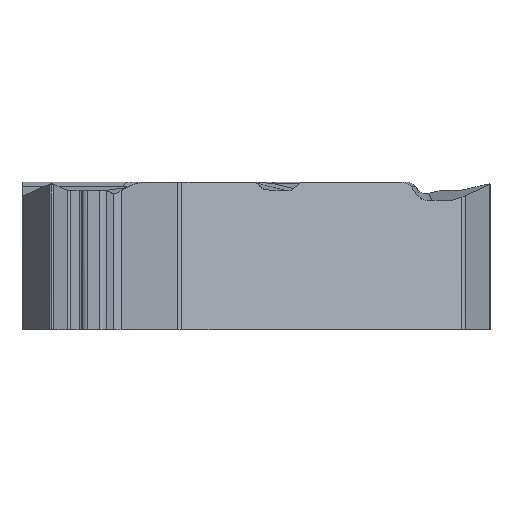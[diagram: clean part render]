
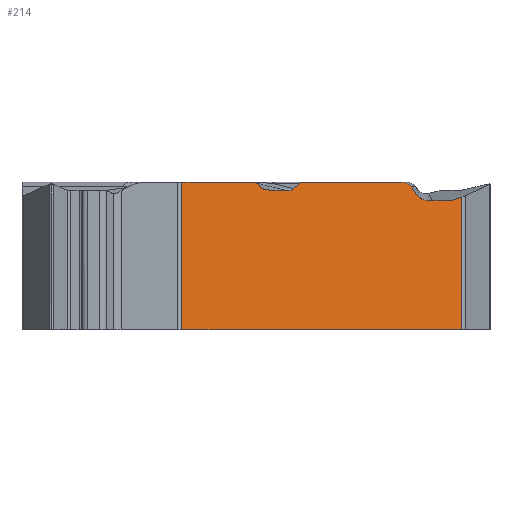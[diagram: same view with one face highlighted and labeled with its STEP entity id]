
A CAD part, front view. The second image highlights one B-rep face of the part: STEP entity #214.
In plain terms, the highlighted planar face has unit normal (0.5, -0.866, 0).
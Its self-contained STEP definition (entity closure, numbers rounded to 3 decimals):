
#214=ADVANCED_FACE('',(#392),#333,.F.);
#333=PLANE('',#2513);
#392=FACE_OUTER_BOUND('',#517,.T.);
#517=EDGE_LOOP('',(#810,#811,#812,#813,#814,#815,#816,#817,#818,#819,#820,
#821,#822,#823,#824,#825,#826,#827));
#651=ELLIPSE('',#2508,0.326,0.32);
#652=ELLIPSE('',#2509,0.386,0.32);
#653=ELLIPSE('',#2510,0.377,0.32);
#654=ELLIPSE('',#2511,0.167,0.15);
#655=ELLIPSE('',#2512,0.15,0.15);
#810=ORIENTED_EDGE('',*,*,#1737,.F.);
#811=ORIENTED_EDGE('',*,*,#1738,.T.);
#812=ORIENTED_EDGE('',*,*,#1739,.T.);
#813=ORIENTED_EDGE('',*,*,#1740,.T.);
#814=ORIENTED_EDGE('',*,*,#1741,.F.);
#815=ORIENTED_EDGE('',*,*,#1742,.T.);
#816=ORIENTED_EDGE('',*,*,#1743,.T.);
#817=ORIENTED_EDGE('',*,*,#1744,.F.);
#818=ORIENTED_EDGE('',*,*,#1745,.F.);
#819=ORIENTED_EDGE('',*,*,#1746,.F.);
#820=ORIENTED_EDGE('',*,*,#1747,.T.);
#821=ORIENTED_EDGE('',*,*,#1748,.T.);
#822=ORIENTED_EDGE('',*,*,#1749,.T.);
#823=ORIENTED_EDGE('',*,*,#1750,.T.);
#824=ORIENTED_EDGE('',*,*,#1751,.T.);
#825=ORIENTED_EDGE('',*,*,#1752,.F.);
#826=ORIENTED_EDGE('',*,*,#1753,.F.);
#827=ORIENTED_EDGE('',*,*,#1754,.T.);
#1486=VERTEX_POINT('',#4143);
#1487=VERTEX_POINT('',#4144);
#1488=VERTEX_POINT('',#4146);
#1489=VERTEX_POINT('',#4148);
#1490=VERTEX_POINT('',#4150);
#1491=VERTEX_POINT('',#4152);
#1492=VERTEX_POINT('',#4154);
#1493=VERTEX_POINT('',#4156);
#1494=VERTEX_POINT('',#4158);
#1495=VERTEX_POINT('',#4160);
#1496=VERTEX_POINT('',#4162);
#1497=VERTEX_POINT('',#4164);
#1498=VERTEX_POINT('',#4175);
#1499=VERTEX_POINT('',#4177);
#1500=VERTEX_POINT('',#4191);
#1501=VERTEX_POINT('',#4193);
#1502=VERTEX_POINT('',#4195);
#1503=VERTEX_POINT('',#4197);
#1737=EDGE_CURVE('',#1486,#1487,#2049,.T.);
#1738=EDGE_CURVE('',#1486,#1488,#2050,.T.);
#1739=EDGE_CURVE('',#1488,#1489,#2051,.T.);
#1740=EDGE_CURVE('',#1489,#1490,#651,.T.);
#1741=EDGE_CURVE('',#1491,#1490,#2052,.T.);
#1742=EDGE_CURVE('',#1491,#1492,#652,.T.);
#1743=EDGE_CURVE('',#1492,#1493,#2053,.T.);
#1744=EDGE_CURVE('',#1494,#1493,#653,.T.);
#1745=EDGE_CURVE('',#1495,#1494,#2054,.T.);
#1746=EDGE_CURVE('',#1496,#1495,#654,.T.);
#1747=EDGE_CURVE('',#1496,#1497,#2055,.T.);
#1748=EDGE_CURVE('',#1497,#1498,#2403,.T.);
#1749=EDGE_CURVE('',#1498,#1499,#2056,.T.);
#1750=EDGE_CURVE('',#1499,#1500,#2404,.T.);
#1751=EDGE_CURVE('',#1500,#1501,#2057,.T.);
#1752=EDGE_CURVE('',#1502,#1501,#655,.T.);
#1753=EDGE_CURVE('',#1503,#1502,#2058,.T.);
#1754=EDGE_CURVE('',#1503,#1487,#2059,.T.);
#2049=LINE('',#4142,#2241);
#2050=LINE('',#4145,#2242);
#2051=LINE('',#4147,#2243);
#2052=LINE('',#4151,#2244);
#2053=LINE('',#4155,#2245);
#2054=LINE('',#4159,#2246);
#2055=LINE('',#4163,#2247);
#2056=LINE('',#4176,#2248);
#2057=LINE('',#4192,#2249);
#2058=LINE('',#4196,#2250);
#2059=LINE('',#4198,#2251);
#2241=VECTOR('',#2861,1.);
#2242=VECTOR('',#2862,1.);
#2243=VECTOR('',#2863,1.);
#2244=VECTOR('',#2866,1.);
#2245=VECTOR('',#2869,1.);
#2246=VECTOR('',#2872,1.);
#2247=VECTOR('',#2875,1.);
#2248=VECTOR('',#2876,1.);
#2249=VECTOR('',#2877,1.);
#2250=VECTOR('',#2880,1.);
#2251=VECTOR('',#2881,1.);
#2403=B_SPLINE_CURVE_WITH_KNOTS('',3,(#4165,#4166,#4167,#4168,#4169,#4170,
#4171,#4172,#4173,#4174),.UNSPECIFIED.,.F.,.F.,(4,3,3,4),(0.,0.474,
0.706,1.),.UNSPECIFIED.);
#2404=B_SPLINE_CURVE_WITH_KNOTS('',3,(#4178,#4179,#4180,#4181,#4182,#4183,
#4184,#4185,#4186,#4187,#4188,#4189,#4190),.UNSPECIFIED.,.F.,.F.,(4,3,3,
3,4),(0.,0.25,0.499,0.746,1.),
 .UNSPECIFIED.);
#2508=AXIS2_PLACEMENT_3D('',#4149,#2864,#2865);
#2509=AXIS2_PLACEMENT_3D('',#4153,#2867,#2868);
#2510=AXIS2_PLACEMENT_3D('',#4157,#2870,#2871);
#2511=AXIS2_PLACEMENT_3D('',#4161,#2873,#2874);
#2512=AXIS2_PLACEMENT_3D('',#4194,#2878,#2879);
#2513=AXIS2_PLACEMENT_3D('',#4199,#2882,#2883);
#2861=DIRECTION('',(-0.866,-0.5,0.));
#2862=DIRECTION('',(0.,0.,1.));
#2863=DIRECTION('',(-0.837,-0.483,-0.259));
#2864=DIRECTION('',(-0.5,0.866,0.));
#2865=DIRECTION('',(-0.837,-0.483,-0.259));
#2866=DIRECTION('',(0.866,0.5,0.));
#2867=DIRECTION('',(-0.5,0.866,0.));
#2868=DIRECTION('',(-0.863,-0.498,0.078));
#2869=DIRECTION('',(-0.563,-0.325,0.759));
#2870=DIRECTION('',(-0.5,0.866,0.));
#2871=DIRECTION('',(-0.866,-0.5,0.));
#2872=DIRECTION('',(0.866,0.5,0.));
#2873=DIRECTION('',(-0.5,0.866,0.));
#2874=DIRECTION('',(-0.866,-0.5,0.));
#2875=DIRECTION('',(-0.687,-0.397,-0.608));
#2876=DIRECTION('',(-0.865,-0.499,0.049));
#2877=DIRECTION('',(-0.656,-0.378,0.653));
#2878=DIRECTION('',(-0.5,0.866,0.));
#2879=DIRECTION('',(0.866,0.5,0.));
#2880=DIRECTION('',(0.866,0.5,0.));
#2881=DIRECTION('',(0.,0.,-1.));
#2882=DIRECTION('',(-0.5,0.866,0.));
#2883=DIRECTION('',(-0.866,-0.5,0.));
#4142=CARTESIAN_POINT('',(8.733,-0.457,-3.97));
#4143=CARTESIAN_POINT('',(7.199,-1.343,-3.97));
#4144=CARTESIAN_POINT('',(-0.413,-5.738,-3.97));
#4145=CARTESIAN_POINT('',(7.199,-1.343,0.));
#4146=CARTESIAN_POINT('',(7.199,-1.343,-0.358));
#4147=CARTESIAN_POINT('',(-3.145,-7.315,-3.559));
#4148=CARTESIAN_POINT('',(6.939,-1.493,-0.439));
#4149=CARTESIAN_POINT('',(6.867,-1.534,-0.13));
#4150=CARTESIAN_POINT('',(6.865,-1.536,-0.45));
#4151=CARTESIAN_POINT('',(-3.971,-7.792,-0.45));
#4152=CARTESIAN_POINT('',(6.274,-1.877,-0.45));
#4153=CARTESIAN_POINT('',(6.264,-1.883,-0.13));
#4154=CARTESIAN_POINT('',(5.994,-2.038,-0.31));
#4155=CARTESIAN_POINT('',(1.643,-4.55,5.554));
#4156=CARTESIAN_POINT('',(5.825,-2.136,-0.082));
#4157=CARTESIAN_POINT('',(5.56,-2.289,-0.27));
#4158=CARTESIAN_POINT('',(5.56,-2.289,0.05));
#4159=CARTESIAN_POINT('',(-3.971,-7.792,0.05));
#4160=CARTESIAN_POINT('',(2.884,-3.834,0.05));
#4161=CARTESIAN_POINT('',(2.884,-3.834,-0.1));
#4162=CARTESIAN_POINT('',(2.79,-3.888,0.014));
#4163=CARTESIAN_POINT('',(-1.476,-6.352,-3.76));
#4164=CARTESIAN_POINT('',(2.626,-3.983,-0.131));
#4165=CARTESIAN_POINT('',(2.626,-3.983,-0.131));
#4166=CARTESIAN_POINT('',(2.603,-3.996,-0.151));
#4167=CARTESIAN_POINT('',(2.577,-4.011,-0.167));
#4168=CARTESIAN_POINT('',(2.55,-4.027,-0.177));
#4169=CARTESIAN_POINT('',(2.536,-4.035,-0.182));
#4170=CARTESIAN_POINT('',(2.522,-4.043,-0.186));
#4171=CARTESIAN_POINT('',(2.508,-4.051,-0.188));
#4172=CARTESIAN_POINT('',(2.49,-4.061,-0.192));
#4173=CARTESIAN_POINT('',(2.472,-4.072,-0.193));
#4174=CARTESIAN_POINT('',(2.454,-4.082,-0.192));
#4175=CARTESIAN_POINT('',(2.454,-4.082,-0.192));
#4176=CARTESIAN_POINT('',(8.711,-0.47,-0.543));
#4177=CARTESIAN_POINT('',(1.894,-4.406,-0.16));
#4178=CARTESIAN_POINT('',(1.894,-4.406,-0.16));
#4179=CARTESIAN_POINT('',(1.878,-4.415,-0.159));
#4180=CARTESIAN_POINT('',(1.863,-4.424,-0.157));
#4181=CARTESIAN_POINT('',(1.847,-4.433,-0.153));
#4182=CARTESIAN_POINT('',(1.832,-4.442,-0.149));
#4183=CARTESIAN_POINT('',(1.817,-4.45,-0.144));
#4184=CARTESIAN_POINT('',(1.802,-4.459,-0.137));
#4185=CARTESIAN_POINT('',(1.788,-4.467,-0.13));
#4186=CARTESIAN_POINT('',(1.774,-4.475,-0.122));
#4187=CARTESIAN_POINT('',(1.761,-4.483,-0.113));
#4188=CARTESIAN_POINT('',(1.747,-4.491,-0.103));
#4189=CARTESIAN_POINT('',(1.734,-4.498,-0.092));
#4190=CARTESIAN_POINT('',(1.722,-4.505,-0.08));
#4191=CARTESIAN_POINT('',(1.722,-4.505,-0.08));
#4192=CARTESIAN_POINT('',(5.705,-2.205,-4.051));
#4193=CARTESIAN_POINT('',(1.628,-4.559,0.014));
#4194=CARTESIAN_POINT('',(1.543,-4.608,-0.1));
#4195=CARTESIAN_POINT('',(1.543,-4.608,0.05));
#4196=CARTESIAN_POINT('',(8.733,-0.457,0.05));
#4197=CARTESIAN_POINT('',(-0.413,-5.738,0.05));
#4198=CARTESIAN_POINT('',(-0.413,-5.738,0.));
#4199=CARTESIAN_POINT('',(8.733,-0.457,0.));
